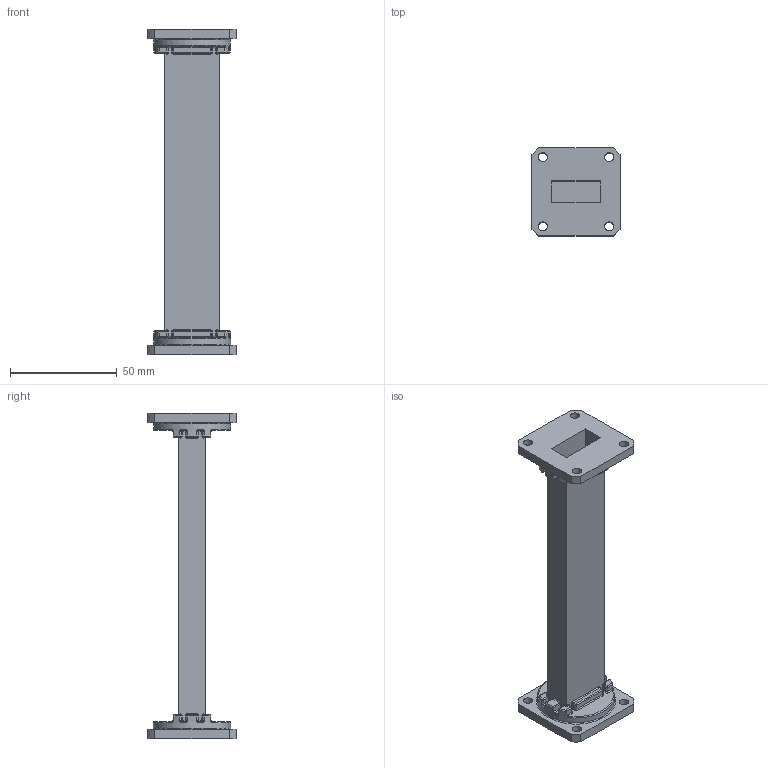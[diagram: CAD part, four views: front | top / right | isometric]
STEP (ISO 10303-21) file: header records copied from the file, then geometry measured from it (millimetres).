
FILE_DESCRIPTION (( 'STEP AP203' ), '1' );
FILE_NAME ('SMF90S-06_3D.step', '2020-08-11T22:06:01', ( '' ), ( '' ), 'SwSTEP 2.0', 'SolidWorks 2018', '' );
FILE_SCHEMA (( 'CONFIG_CONTROL_DESIGN' ));
Length unit declared in the file: inch
Products named in the file (1): SMF90S-06_3D
Bounding box: 41.27 x 41.27 x 152.4 mm (x, y, z)
Volume: 31706.7 mm3; surface area: 29173.7 mm2
Topology: 1 solids, 1 shells, 490 faces, 1154 edges, 594 vertices
Faces by surface type: cylinder 218, plane 98, torus 78, sphere 72, bspline 24
Full cylindrical faces by diameter (mm): 4.293 x8, 36.116 x2
Entity records: 14151 total; most frequent: CARTESIAN_POINT 3247, DIRECTION 2498, ORIENTED_EDGE 2128, EDGE_CURVE 1064, AXIS2_PLACEMENT_3D 1019, VERTEX_POINT 592, CIRCLE 552, EDGE_LOOP 522
